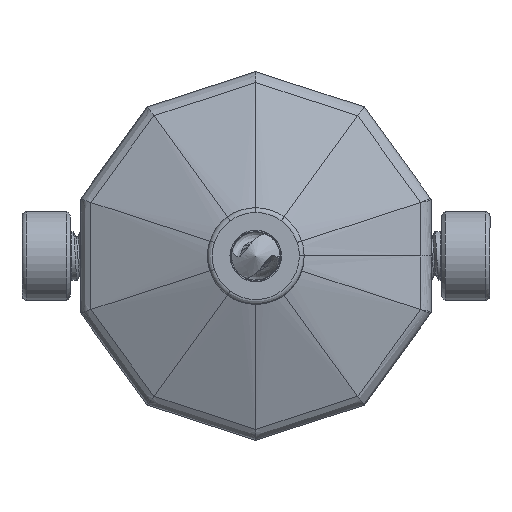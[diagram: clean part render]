
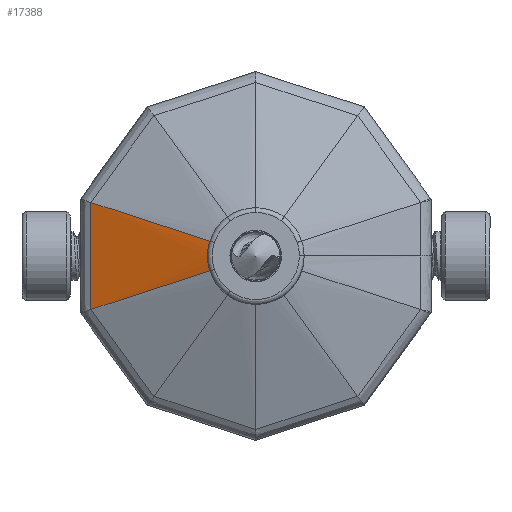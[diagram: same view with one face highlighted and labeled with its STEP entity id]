
A CAD part, front view. The second image highlights one B-rep face of the part: STEP entity #17388.
In plain terms, the highlighted free-form (B-spline) face has degree [6, 1] with [7, 2] control points.
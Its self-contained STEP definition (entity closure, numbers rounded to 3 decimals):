
#15670 = VERTEX_POINT('',#15671);
#15671 = CARTESIAN_POINT('',(-2.853,-19.8,0.927));
#15678 = EDGE_CURVE('',#15670,#15679,#15681,.T.);
#15679 = VERTEX_POINT('',#15680);
#15680 = CARTESIAN_POINT('',(-2.853,-19.8,-0.927));
#15681 = CIRCLE('',#15682,3.);
#15682 = AXIS2_PLACEMENT_3D('',#15683,#15684,#15685);
#15683 = CARTESIAN_POINT('',(0.,-19.8,0.));
#15684 = DIRECTION('',(0.,-1.,0.));
#15685 = DIRECTION('',(1.,0.,0.));
#17306 = EDGE_CURVE('',#17307,#15670,#17309,.T.);
#17307 = VERTEX_POINT('',#17308);
#17308 = CARTESIAN_POINT('',(-10.233,-17.043,
    3.325));
#17309 = B_SPLINE_CURVE_WITH_KNOTS('',1,(#17310,#17311),.UNSPECIFIED.,
  .F.,.F.,(2,2),(0.,1.),.PIECEWISE_BEZIER_KNOTS.);
#17310 = CARTESIAN_POINT('',(-10.884,-16.8,3.536));
#17311 = CARTESIAN_POINT('',(-2.853,-19.8,0.927));
#17388 = ADVANCED_FACE('',(#17389),#17417,.T.);
#17389 = FACE_BOUND('',#17390,.T.);
#17390 = EDGE_LOOP('',(#17391,#17398,#17399,#17400));
#17391 = ORIENTED_EDGE('',*,*,#17392,.T.);
#17392 = EDGE_CURVE('',#17393,#15679,#17395,.T.);
#17393 = VERTEX_POINT('',#17394);
#17394 = CARTESIAN_POINT('',(-10.233,-17.043,
    -3.325));
#17395 = B_SPLINE_CURVE_WITH_KNOTS('',1,(#17396,#17397),.UNSPECIFIED.,
  .F.,.F.,(2,2),(0.,1.),.PIECEWISE_BEZIER_KNOTS.);
#17396 = CARTESIAN_POINT('',(-10.884,-16.8,-3.536));
#17397 = CARTESIAN_POINT('',(-2.853,-19.8,-0.927));
#17398 = ORIENTED_EDGE('',*,*,#15678,.F.);
#17399 = ORIENTED_EDGE('',*,*,#17306,.F.);
#17400 = ORIENTED_EDGE('',*,*,#17401,.T.);
#17401 = EDGE_CURVE('',#17307,#17393,#17402,.T.);
#17402 = B_SPLINE_CURVE_WITH_KNOTS('',5,(#17403,#17404,#17405,#17406,
    #17407,#17408,#17409,#17410,#17411,#17412,#17413,#17414,#17415,
    #17416),.UNSPECIFIED.,.F.,.F.,(6,4,4,6),(-0.071,0.
    ,7.073,7.143),.UNSPECIFIED.);
#17403 = CARTESIAN_POINT('',(-10.232,-17.043,
    3.607));
#17404 = CARTESIAN_POINT('',(-10.232,-17.043,
    3.593));
#17405 = CARTESIAN_POINT('',(-10.232,-17.043,
    3.579));
#17406 = CARTESIAN_POINT('',(-10.232,-17.043,
    3.565));
#17407 = CARTESIAN_POINT('',(-10.232,-17.043,
    3.55));
#17408 = CARTESIAN_POINT('',(-10.238,-17.045,
    2.122));
#17409 = CARTESIAN_POINT('',(-10.241,-17.046,
    0.707));
#17410 = CARTESIAN_POINT('',(-10.241,-17.046,
    -0.707));
#17411 = CARTESIAN_POINT('',(-10.238,-17.045,
    -2.122));
#17412 = CARTESIAN_POINT('',(-10.232,-17.043,
    -3.55));
#17413 = CARTESIAN_POINT('',(-10.232,-17.043,
    -3.565));
#17414 = CARTESIAN_POINT('',(-10.232,-17.043,
    -3.579));
#17415 = CARTESIAN_POINT('',(-10.232,-17.043,
    -3.593));
#17416 = CARTESIAN_POINT('',(-10.232,-17.043,
    -3.607));
#17417 = B_SPLINE_SURFACE_WITH_KNOTS('',6,1,(
    (#17418,#17419)
    ,(#17420,#17421)
    ,(#17422,#17423)
    ,(#17424,#17425)
    ,(#17426,#17427)
    ,(#17428,#17429)
    ,(#17430,#17431
    )),.UNSPECIFIED.,.F.,.F.,.F.,(7,7),(2,2),(0.,7.073),(0.,1.)
  ,.PIECEWISE_BEZIER_KNOTS.);
#17418 = CARTESIAN_POINT('',(-10.884,-16.8,3.536));
#17419 = CARTESIAN_POINT('',(-2.853,-19.8,0.927));
#17420 = CARTESIAN_POINT('',(-10.884,-16.8,2.358));
#17421 = CARTESIAN_POINT('',(-2.95,-19.8,0.628));
#17422 = CARTESIAN_POINT('',(-10.884,-16.8,1.179));
#17423 = CARTESIAN_POINT('',(-3.01,-19.8,0.317));
#17424 = CARTESIAN_POINT('',(-10.884,-16.8,0.));
#17425 = CARTESIAN_POINT('',(-3.03,-19.8,0.));
#17426 = CARTESIAN_POINT('',(-10.884,-16.8,-1.179));
#17427 = CARTESIAN_POINT('',(-3.01,-19.8,-0.317));
#17428 = CARTESIAN_POINT('',(-10.884,-16.8,-2.358));
#17429 = CARTESIAN_POINT('',(-2.95,-19.8,-0.628));
#17430 = CARTESIAN_POINT('',(-10.884,-16.8,-3.536));
#17431 = CARTESIAN_POINT('',(-2.853,-19.8,-0.927));
